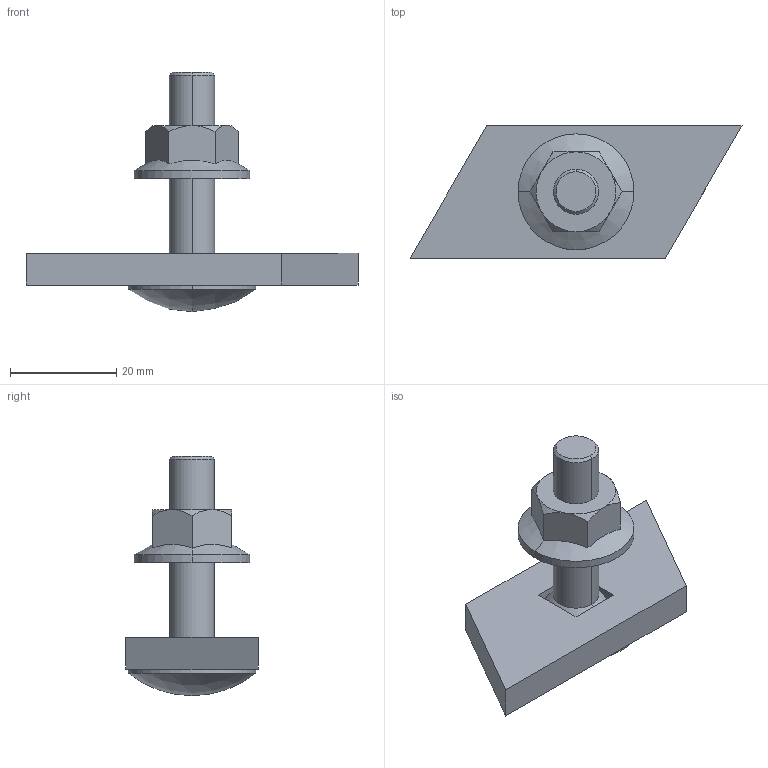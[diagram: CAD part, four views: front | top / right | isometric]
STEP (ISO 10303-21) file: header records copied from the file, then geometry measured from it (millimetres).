
FILE_DESCRIPTION (( 'STEP AP203' ), '1' );
FILE_NAME ('10-02-1317.STEP', '2013-05-06T10:05:54', ( 'asennus' ), ( '' ), 'SwSTEP 2.0', 'SolidWorks 2013', '' );
FILE_SCHEMA (( 'CONFIG_CONTROL_DESIGN' ));
Length unit declared in the file: millimetre
Products named in the file (1): 10-02-1317
Bounding box: 62.43 x 25 x 45 mm (x, y, z)
Volume: 12244.3 mm3; surface area: 6849.6 mm2
Topology: 3 solids, 3 shells, 55 faces, 118 edges, 71 vertices
Faces by surface type: plane 29, cylinder 12, cone 12, sphere 2
Entity records: 1718 total; most frequent: CARTESIAN_POINT 464, DIRECTION 244, ORIENTED_EDGE 236, EDGE_CURVE 118, AXIS2_PLACEMENT_3D 94, VERTEX_POINT 71, EDGE_LOOP 61, VECTOR 56
